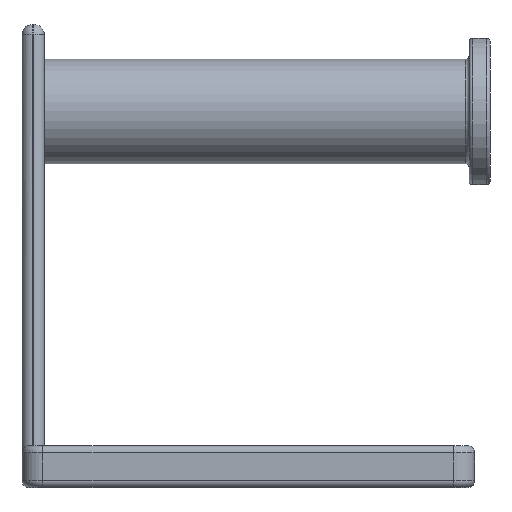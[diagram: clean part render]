
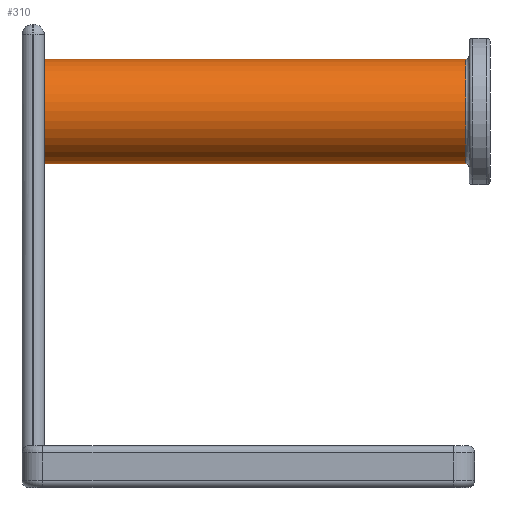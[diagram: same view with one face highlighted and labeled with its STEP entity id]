
A CAD part, left-side view. The second image highlights one B-rep face of the part: STEP entity #310.
In plain terms, the highlighted cylindrical face has radius 7.5 mm (diameter 15 mm), a full revolution.
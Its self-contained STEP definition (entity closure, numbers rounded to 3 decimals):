
#241 = TOROIDAL_SURFACE('',#242,8.,0.5);
#242 = AXIS2_PLACEMENT_3D('',#243,#244,#245);
#243 = CARTESIAN_POINT('',(0.,-31.2,54.));
#244 = DIRECTION('',(0.,-1.,0.));
#245 = DIRECTION('',(1.,0.,0.));
#261 = VERTEX_POINT('',#262);
#262 = CARTESIAN_POINT('',(7.5,-31.2,54.));
#284 = EDGE_CURVE('',#261,#261,#285,.T.);
#285 = SURFACE_CURVE('',#286,(#291,#298),.PCURVE_S1.);
#286 = CIRCLE('',#287,7.5);
#287 = AXIS2_PLACEMENT_3D('',#288,#289,#290);
#288 = CARTESIAN_POINT('',(0.,-31.2,54.));
#289 = DIRECTION('',(0.,1.,0.));
#290 = DIRECTION('',(1.,0.,0.));
#291 = PCURVE('',#241,#292);
#292 = DEFINITIONAL_REPRESENTATION('',(#293),#297);
#293 = LINE('',#294,#295);
#294 = CARTESIAN_POINT('',(-0.,3.142));
#295 = VECTOR('',#296,1.);
#296 = DIRECTION('',(-1.,0.));
#297 = ( GEOMETRIC_REPRESENTATION_CONTEXT(2) 
PARAMETRIC_REPRESENTATION_CONTEXT() REPRESENTATION_CONTEXT('2D SPACE',''
  ) );
#298 = PCURVE('',#299,#304);
#299 = CYLINDRICAL_SURFACE('',#300,7.5);
#300 = AXIS2_PLACEMENT_3D('',#301,#302,#303);
#301 = CARTESIAN_POINT('',(0.,30.3,54.));
#302 = DIRECTION('',(-0.,1.,0.));
#303 = DIRECTION('',(1.,0.,0.));
#304 = DEFINITIONAL_REPRESENTATION('',(#305),#309);
#305 = LINE('',#306,#307);
#306 = CARTESIAN_POINT('',(-6.283,-61.5));
#307 = VECTOR('',#308,1.);
#308 = DIRECTION('',(1.,-0.));
#309 = ( GEOMETRIC_REPRESENTATION_CONTEXT(2) 
PARAMETRIC_REPRESENTATION_CONTEXT() REPRESENTATION_CONTEXT('2D SPACE',''
  ) );
#310 = ADVANCED_FACE('',(#311),#299,.T.);
#311 = FACE_BOUND('',#312,.F.);
#312 = EDGE_LOOP('',(#313,#346,#367,#368));
#313 = ORIENTED_EDGE('',*,*,#314,.T.);
#314 = EDGE_CURVE('',#315,#315,#317,.T.);
#315 = VERTEX_POINT('',#316);
#316 = CARTESIAN_POINT('',(7.5,29.3,54.));
#317 = SURFACE_CURVE('',#318,(#323,#330),.PCURVE_S1.);
#318 = CIRCLE('',#319,7.5);
#319 = AXIS2_PLACEMENT_3D('',#320,#321,#322);
#320 = CARTESIAN_POINT('',(0.,29.3,54.));
#321 = DIRECTION('',(0.,1.,0.));
#322 = DIRECTION('',(1.,0.,0.));
#323 = PCURVE('',#299,#324);
#324 = DEFINITIONAL_REPRESENTATION('',(#325),#329);
#325 = LINE('',#326,#327);
#326 = CARTESIAN_POINT('',(-6.283,-1.));
#327 = VECTOR('',#328,1.);
#328 = DIRECTION('',(1.,-0.));
#329 = ( GEOMETRIC_REPRESENTATION_CONTEXT(2) 
PARAMETRIC_REPRESENTATION_CONTEXT() REPRESENTATION_CONTEXT('2D SPACE',''
  ) );
#330 = PCURVE('',#331,#336);
#331 = PLANE('',#332);
#332 = AXIS2_PLACEMENT_3D('',#333,#334,#335);
#333 = CARTESIAN_POINT('',(0.,29.3,33.214));
#334 = DIRECTION('',(0.,-1.,0.));
#335 = DIRECTION('',(1.,0.,0.));
#336 = DEFINITIONAL_REPRESENTATION('',(#337),#345);
#337 = ( BOUNDED_CURVE() B_SPLINE_CURVE(2,(#338,#339,#340,#341,#342,#343
,#344),.UNSPECIFIED.,.T.,.F.) B_SPLINE_CURVE_WITH_KNOTS((1,2,2,2,2,1),(
    -2.094,0.,2.094,4.189,6.283,
8.378),.UNSPECIFIED.) CURVE() GEOMETRIC_REPRESENTATION_ITEM() 
RATIONAL_B_SPLINE_CURVE((1.,0.5,1.,0.5,1.,0.5,1.)) REPRESENTATION_ITEM(
  '') );
#338 = CARTESIAN_POINT('',(7.5,20.786));
#339 = CARTESIAN_POINT('',(7.5,7.795));
#340 = CARTESIAN_POINT('',(-3.75,14.291));
#341 = CARTESIAN_POINT('',(-15.,20.786));
#342 = CARTESIAN_POINT('',(-3.75,27.281));
#343 = CARTESIAN_POINT('',(7.5,33.776));
#344 = CARTESIAN_POINT('',(7.5,20.786));
#345 = ( GEOMETRIC_REPRESENTATION_CONTEXT(2) 
PARAMETRIC_REPRESENTATION_CONTEXT() REPRESENTATION_CONTEXT('2D SPACE',''
  ) );
#346 = ORIENTED_EDGE('',*,*,#347,.T.);
#347 = EDGE_CURVE('',#315,#261,#348,.T.);
#348 = SEAM_CURVE('',#349,(#353,#360),.PCURVE_S1.);
#349 = LINE('',#350,#351);
#350 = CARTESIAN_POINT('',(7.5,30.3,54.));
#351 = VECTOR('',#352,1.);
#352 = DIRECTION('',(0.,-1.,0.));
#353 = PCURVE('',#299,#354);
#354 = DEFINITIONAL_REPRESENTATION('',(#355),#359);
#355 = LINE('',#356,#357);
#356 = CARTESIAN_POINT('',(-6.283,0.));
#357 = VECTOR('',#358,1.);
#358 = DIRECTION('',(-0.,-1.));
#359 = ( GEOMETRIC_REPRESENTATION_CONTEXT(2) 
PARAMETRIC_REPRESENTATION_CONTEXT() REPRESENTATION_CONTEXT('2D SPACE',''
  ) );
#360 = PCURVE('',#299,#361);
#361 = DEFINITIONAL_REPRESENTATION('',(#362),#366);
#362 = LINE('',#363,#364);
#363 = CARTESIAN_POINT('',(-0.,0.));
#364 = VECTOR('',#365,1.);
#365 = DIRECTION('',(-0.,-1.));
#366 = ( GEOMETRIC_REPRESENTATION_CONTEXT(2) 
PARAMETRIC_REPRESENTATION_CONTEXT() REPRESENTATION_CONTEXT('2D SPACE',''
  ) );
#367 = ORIENTED_EDGE('',*,*,#284,.F.);
#368 = ORIENTED_EDGE('',*,*,#347,.F.);
